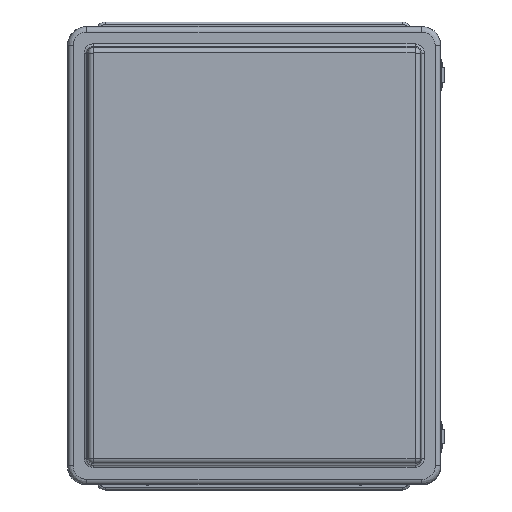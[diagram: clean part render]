
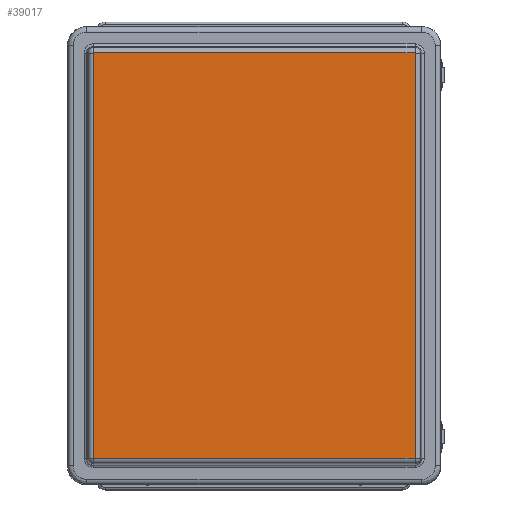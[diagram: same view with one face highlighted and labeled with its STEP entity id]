
A CAD part, top view. The second image highlights one B-rep face of the part: STEP entity #39017.
In plain terms, the highlighted planar face has unit normal (0, 0, 1).
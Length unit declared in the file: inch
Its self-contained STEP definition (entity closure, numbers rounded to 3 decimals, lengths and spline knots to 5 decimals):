
#135 = CARTESIAN_POINT ( 'NONE',  ( -7.5583, 9.51946, 2.07921 ) ) ;
#341 = VERTEX_POINT ( 'NONE', #60284 ) ;
#549 = VECTOR ( 'NONE', #17309, 39.37008 ) ;
#551 = ORIENTED_EDGE ( 'NONE', *, *, #42138, .F. ) ;
#2864 = B_SPLINE_CURVE_WITH_KNOTS ( 'NONE', 3,
 ( #5856, #17120, #11845, #53448, #58667, #41742 ),
 .UNSPECIFIED., .F., .F.,
 ( 4, 2, 4 ),
 ( 0., 0.5, 1. ),
 .UNSPECIFIED. ) ;
#4189 = VERTEX_POINT ( 'NONE', #76661 ) ;
#4919 = B_SPLINE_CURVE_WITH_KNOTS ( 'NONE', 3,
 ( #7016, #31210, #35906, #47848, #12225, #30178 ),
 .UNSPECIFIED., .F., .F.,
 ( 4, 2, 4 ),
 ( 0., 0.5, 1. ),
 .UNSPECIFIED. ) ;
#5520 = CARTESIAN_POINT ( 'NONE',  ( 7.58285, -9.51946, 2.07921 ) ) ;
#5563 = VERTEX_POINT ( 'NONE', #11946 ) ;
#5856 = CARTESIAN_POINT ( 'NONE',  ( 7.57428, -9.52804, 2.07921 ) ) ;
#5883 = CARTESIAN_POINT ( 'NONE',  ( 7.58285, 4.75973, 2.07921 ) ) ;
#7016 = CARTESIAN_POINT ( 'NONE',  ( -7.5583, -9.51946, 2.07921 ) ) ;
#8548 = B_SPLINE_CURVE_WITH_KNOTS ( 'NONE', 3,
 ( #75314, #9289, #27457, #44941, #38699, #50878 ),
 .UNSPECIFIED., .F., .F.,
 ( 4, 2, 4 ),
 ( 0., 0.5, 1. ),
 .UNSPECIFIED. ) ;
#9157 = CARTESIAN_POINT ( 'NONE',  ( -7.55746, 9.52387, 2.07921 ) ) ;
#9289 = CARTESIAN_POINT ( 'NONE',  ( 7.58285, 9.52182, 2.07921 ) ) ;
#9538 = CARTESIAN_POINT ( 'NONE',  ( 3.79328, -9.52804, 2.07921 ) ) ;
#9871 = VECTOR ( 'NONE', #59773, 39.37008 ) ;
#10602 = CARTESIAN_POINT ( 'NONE',  ( 7.58285, 9.51947, 2.07921 ) ) ;
#10969 = PLANE ( 'NONE',  #41474 ) ;
#11845 = CARTESIAN_POINT ( 'NONE',  ( 7.57867, -9.52719, 2.07921 ) ) ;
#11946 = CARTESIAN_POINT ( 'NONE',  ( -7.54972, 9.52804, 2.07921 ) ) ;
#12192 = VERTEX_POINT ( 'NONE', #5520 ) ;
#12225 = CARTESIAN_POINT ( 'NONE',  ( -7.55211, -9.52804, 2.07921 ) ) ;
#12734 = CARTESIAN_POINT ( 'NONE',  ( 0.01228, 0., 2.07921 ) ) ;
#12795 = EDGE_CURVE ( 'NONE', #341, #12192, #2864, .T. ) ;
#14792 = VERTEX_POINT ( 'NONE', #28131 ) ;
#16499 = ORIENTED_EDGE ( 'NONE', *, *, #23995, .F. ) ;
#16945 = B_SPLINE_CURVE_WITH_KNOTS ( 'NONE', 3,
 ( #68447, #68190, #56718, #9157, #73649, #21149 ),
 .UNSPECIFIED., .F., .F.,
 ( 4, 2, 4 ),
 ( 0., 0.5, 1. ),
 .UNSPECIFIED. ) ;
#17120 = CARTESIAN_POINT ( 'NONE',  ( 7.57663, -9.52804, 2.07921 ) ) ;
#17309 = DIRECTION ( 'NONE',  ( 0., 1., 0. ) ) ;
#19504 = LINE ( 'NONE', #9538, #21361 ) ;
#19848 = ORIENTED_EDGE ( 'NONE', *, *, #39173, .T. ) ;
#21149 = CARTESIAN_POINT ( 'NONE',  ( -7.5583, 9.51946, 2.07921 ) ) ;
#21361 = VECTOR ( 'NONE', #74271, 39.37008 ) ;
#23995 = EDGE_CURVE ( 'NONE', #52001, #12192, #57662, .T. ) ;
#27457 = CARTESIAN_POINT ( 'NONE',  ( 7.582, 9.52386, 2.07921 ) ) ;
#27690 = ORIENTED_EDGE ( 'NONE', *, *, #48791, .F. ) ;
#28131 = CARTESIAN_POINT ( 'NONE',  ( -7.5583, -9.51946, 2.07921 ) ) ;
#30178 = CARTESIAN_POINT ( 'NONE',  ( -7.54972, -9.52804, 2.07921 ) ) ;
#31210 = CARTESIAN_POINT ( 'NONE',  ( -7.5583, -9.52182, 2.07921 ) ) ;
#32188 = FACE_OUTER_BOUND ( 'NONE', #60995, .T. ) ;
#32470 = EDGE_CURVE ( 'NONE', #5563, #72172, #16945, .T. ) ;
#33199 = LINE ( 'NONE', #46919, #549 ) ;
#35858 = CARTESIAN_POINT ( 'NONE',  ( -3.76872, 9.52804, 2.07921 ) ) ;
#35906 = CARTESIAN_POINT ( 'NONE',  ( -7.55745, -9.52386, 2.07921 ) ) ;
#36156 = DIRECTION ( 'NONE',  ( 0., 0., 1. ) ) ;
#38699 = CARTESIAN_POINT ( 'NONE',  ( 7.57666, 9.52804, 2.07921 ) ) ;
#39017 = ADVANCED_FACE ( 'NONE', ( #32188 ), #10969, .T. ) ;
#39173 = EDGE_CURVE ( 'NONE', #14792, #4189, #4919, .T. ) ;
#39981 = VECTOR ( 'NONE', #59979, 39.37008 ) ;
#41474 = AXIS2_PLACEMENT_3D ( 'NONE', #12734, #36156, #66066 ) ;
#41742 = CARTESIAN_POINT ( 'NONE',  ( 7.58285, -9.51946, 2.07921 ) ) ;
#42138 = EDGE_CURVE ( 'NONE', #14792, #72172, #33199, .T. ) ;
#44941 = CARTESIAN_POINT ( 'NONE',  ( 7.57868, 9.52721, 2.07921 ) ) ;
#45370 = ORIENTED_EDGE ( 'NONE', *, *, #12795, .T. ) ;
#46919 = CARTESIAN_POINT ( 'NONE',  ( -7.5583, -4.75973, 2.07921 ) ) ;
#47848 = CARTESIAN_POINT ( 'NONE',  ( -7.55413, -9.52721, 2.07921 ) ) ;
#47968 = ORIENTED_EDGE ( 'NONE', *, *, #32470, .T. ) ;
#48791 = EDGE_CURVE ( 'NONE', #5563, #65163, #71258, .T. ) ;
#50878 = CARTESIAN_POINT ( 'NONE',  ( 7.57428, 9.52804, 2.07921 ) ) ;
#50891 = ORIENTED_EDGE ( 'NONE', *, *, #71911, .T. ) ;
#52001 = VERTEX_POINT ( 'NONE', #10602 ) ;
#53448 = CARTESIAN_POINT ( 'NONE',  ( 7.58202, -9.52387, 2.07921 ) ) ;
#56718 = CARTESIAN_POINT ( 'NONE',  ( -7.55411, 9.52719, 2.07921 ) ) ;
#57662 = LINE ( 'NONE', #5883, #39981 ) ;
#58667 = CARTESIAN_POINT ( 'NONE',  ( 7.58285, -9.52185, 2.07921 ) ) ;
#59773 = DIRECTION ( 'NONE',  ( 1., 0., 0. ) ) ;
#59979 = DIRECTION ( 'NONE',  ( 0., -1., 0. ) ) ;
#60078 = EDGE_CURVE ( 'NONE', #341, #4189, #19504, .T. ) ;
#60284 = CARTESIAN_POINT ( 'NONE',  ( 7.57428, -9.52804, 2.07921 ) ) ;
#60995 = EDGE_LOOP ( 'NONE', ( #19848, #70523, #45370, #16499, #50891, #27690, #47968, #551 ) ) ;
#65163 = VERTEX_POINT ( 'NONE', #74389 ) ;
#66066 = DIRECTION ( 'NONE',  ( 1., 0., 0. ) ) ;
#68190 = CARTESIAN_POINT ( 'NONE',  ( -7.55208, 9.52804, 2.07921 ) ) ;
#68447 = CARTESIAN_POINT ( 'NONE',  ( -7.54972, 9.52804, 2.07921 ) ) ;
#70523 = ORIENTED_EDGE ( 'NONE', *, *, #60078, .F. ) ;
#71258 = LINE ( 'NONE', #35858, #9871 ) ;
#71911 = EDGE_CURVE ( 'NONE', #52001, #65163, #8548, .T. ) ;
#72172 = VERTEX_POINT ( 'NONE', #135 ) ;
#73649 = CARTESIAN_POINT ( 'NONE',  ( -7.5583, 9.52185, 2.07921 ) ) ;
#74271 = DIRECTION ( 'NONE',  ( -1., 0., 0. ) ) ;
#74389 = CARTESIAN_POINT ( 'NONE',  ( 7.57428, 9.52804, 2.07921 ) ) ;
#75314 = CARTESIAN_POINT ( 'NONE',  ( 7.58285, 9.51947, 2.07921 ) ) ;
#76661 = CARTESIAN_POINT ( 'NONE',  ( -7.54972, -9.52804, 2.07921 ) ) ;
